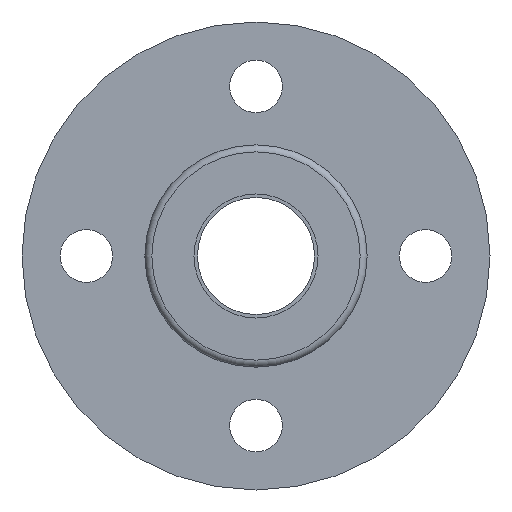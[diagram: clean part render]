
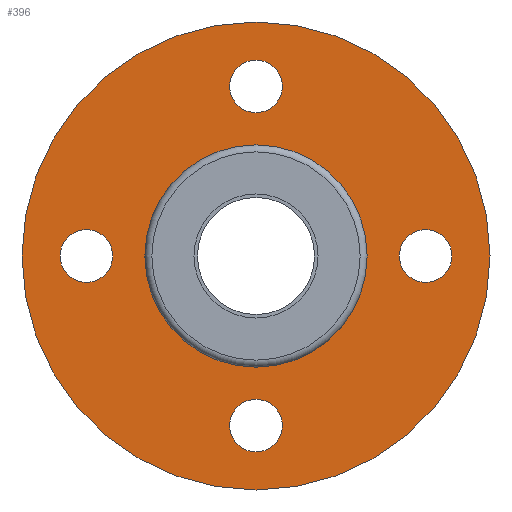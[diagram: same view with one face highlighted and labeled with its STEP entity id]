
A CAD part, left-side view. The second image highlights one B-rep face of the part: STEP entity #396.
In plain terms, the highlighted planar face has unit normal (-1, 0, 0).
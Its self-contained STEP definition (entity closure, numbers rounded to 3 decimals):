
#23=PLANE('',#455);
#56=ORIENTED_EDGE('',*,*,#123,.T.);
#57=ORIENTED_EDGE('',*,*,#124,.T.);
#58=ORIENTED_EDGE('',*,*,#125,.T.);
#59=ORIENTED_EDGE('',*,*,#126,.T.);
#60=ORIENTED_EDGE('',*,*,#111,.F.);
#61=ORIENTED_EDGE('',*,*,#121,.F.);
#111=EDGE_CURVE('',#148,#148,#185,.F.);
#121=EDGE_CURVE('',#158,#158,#195,.T.);
#123=EDGE_CURVE('',#160,#160,#197,.T.);
#124=EDGE_CURVE('',#161,#161,#198,.T.);
#125=EDGE_CURVE('',#162,#162,#199,.T.);
#126=EDGE_CURVE('',#163,#163,#200,.T.);
#148=VERTEX_POINT('',#649);
#158=VERTEX_POINT('',#678);
#160=VERTEX_POINT('',#683);
#161=VERTEX_POINT('',#685);
#162=VERTEX_POINT('',#687);
#163=VERTEX_POINT('',#689);
#185=CIRCLE('',#434,9.5);
#195=CIRCLE('',#453,20.);
#197=CIRCLE('',#456,2.25);
#198=CIRCLE('',#457,2.25);
#199=CIRCLE('',#458,2.25);
#200=CIRCLE('',#459,2.25);
#241=EDGE_LOOP('',(#56));
#242=EDGE_LOOP('',(#57));
#243=EDGE_LOOP('',(#58));
#244=EDGE_LOOP('',(#59));
#245=EDGE_LOOP('',(#60));
#246=EDGE_LOOP('',(#61));
#315=FACE_BOUND('',#241,.T.);
#316=FACE_BOUND('',#242,.T.);
#317=FACE_BOUND('',#243,.T.);
#318=FACE_BOUND('',#244,.T.);
#319=FACE_BOUND('',#245,.T.);
#320=FACE_BOUND('',#246,.T.);
#396=ADVANCED_FACE('',(#315,#316,#317,#318,#319,#320),#23,.F.);
#434=AXIS2_PLACEMENT_3D('',#648,#508,#509);
#453=AXIS2_PLACEMENT_3D('',#677,#546,#547);
#455=AXIS2_PLACEMENT_3D('',#681,#550,#551);
#456=AXIS2_PLACEMENT_3D('',#682,#552,#553);
#457=AXIS2_PLACEMENT_3D('',#684,#554,#555);
#458=AXIS2_PLACEMENT_3D('',#686,#556,#557);
#459=AXIS2_PLACEMENT_3D('',#688,#558,#559);
#508=DIRECTION('',(1.,0.,0.));
#509=DIRECTION('',(0.,0.,-1.));
#546=DIRECTION('',(1.,0.,0.));
#547=DIRECTION('',(0.,0.,-1.));
#550=DIRECTION('',(1.,0.,0.));
#551=DIRECTION('',(0.,0.,-1.));
#552=DIRECTION('',(1.,0.,0.));
#553=DIRECTION('',(0.,0.,-1.));
#554=DIRECTION('',(1.,0.,0.));
#555=DIRECTION('',(0.,0.,-1.));
#556=DIRECTION('',(1.,0.,0.));
#557=DIRECTION('',(0.,0.,-1.));
#558=DIRECTION('',(1.,0.,0.));
#559=DIRECTION('',(0.,0.,-1.));
#648=CARTESIAN_POINT('',(21.5,0.,0.));
#649=CARTESIAN_POINT('',(21.5,0.,-9.5));
#677=CARTESIAN_POINT('',(21.5,0.,0.));
#678=CARTESIAN_POINT('',(21.5,0.,-20.));
#681=CARTESIAN_POINT('',(21.5,0.,0.));
#682=CARTESIAN_POINT('',(21.5,0.,14.5));
#683=CARTESIAN_POINT('',(21.5,0.,12.25));
#684=CARTESIAN_POINT('',(21.5,-14.5,0.));
#685=CARTESIAN_POINT('',(21.5,-14.5,-2.25));
#686=CARTESIAN_POINT('',(21.5,0.,-14.5));
#687=CARTESIAN_POINT('',(21.5,0.,-16.75));
#688=CARTESIAN_POINT('',(21.5,14.5,0.));
#689=CARTESIAN_POINT('',(21.5,14.5,-2.25));
